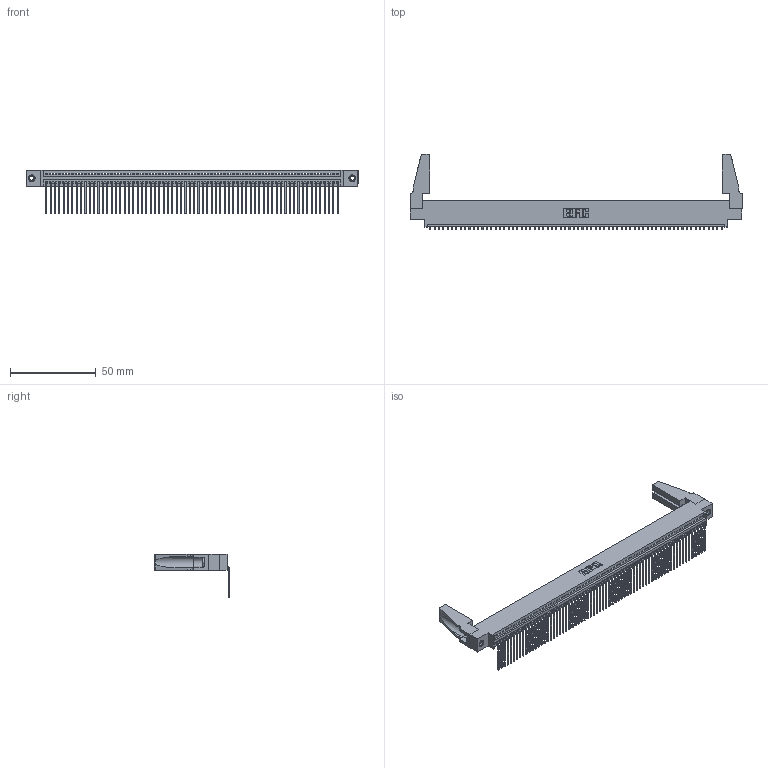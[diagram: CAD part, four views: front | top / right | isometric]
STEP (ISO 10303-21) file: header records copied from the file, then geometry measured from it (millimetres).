
FILE_DESCRIPTION (( 'STEP AP203' ), '1' );
FILE_NAME ('395-068-559-688.STEP', '2019-10-25T19:12:58', ( '' ), ( '' ), 'SwSTEP 2.0', 'SolidWorks 2016', '' );
FILE_SCHEMA (( 'CONFIG_CONTROL_DESIGN' ));
Length unit declared in the file: inch
Products named in the file (5): 345-292-001_558 559 Tail - 1; 395-068-559-688; 345-250-001_345-250-001-102; 345 Part_0.170 Offset - 0.156 Dia-TH; 345-220-078_345-220-088
Assembly tree (73 placements, depth 2):
  395-068-559-688
    345 Part_0.170 Offset - 0.156 Dia-TH
    345-292-001_558 559 Tail - 1  x68
    345-250-001_345-250-001-102  x2
    345-220-078_345-220-088  x2
Bounding box: 193.95 x 43.93 x 25.53 mm (x, y, z)
Volume: 22000.7 mm3; surface area: 29855.1 mm2
Topology: 73 solids, 73 shells, 4334 faces, 13043 edges, 8594 vertices
Faces by surface type: plane 3012, cylinder 1306, cone 12, torus 4
Entity records: 50042 total; most frequent: CARTESIAN_POINT 8658, ORIENTED_EDGE 8620, DIRECTION 7530, EDGE_CURVE 4310, VECTOR 3864, LINE 3864, VERTEX_POINT 2866, AXIS2_PLACEMENT_3D 1833
